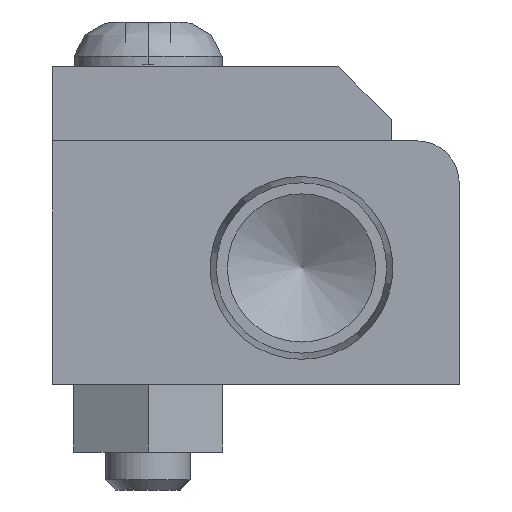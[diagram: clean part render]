
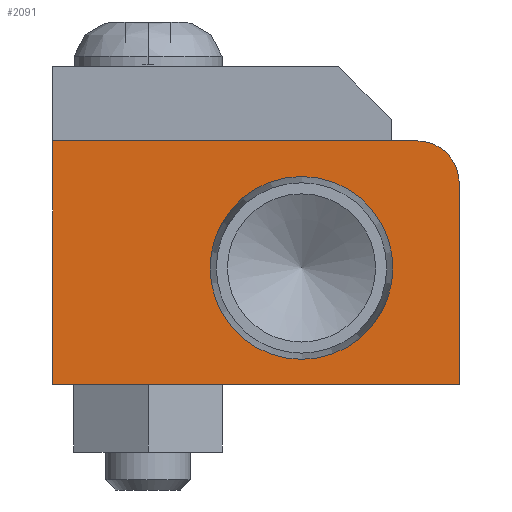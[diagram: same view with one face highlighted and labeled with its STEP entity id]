
A CAD part, left-side view. The second image highlights one B-rep face of the part: STEP entity #2091.
In plain terms, the highlighted planar face has unit normal (-1, 0, 0).
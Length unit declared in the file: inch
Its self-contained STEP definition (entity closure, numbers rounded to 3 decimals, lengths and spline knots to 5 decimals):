
#1056=CARTESIAN_POINT('',(-39.27551,10.1319,0.2232));
#1057=VERTEX_POINT('',#1056);
#1058=CARTESIAN_POINT('',(-39.27551,10.1319,-0.0468));
#1059=DIRECTION('',(1.0,0.0,0.0));
#1060=DIRECTION('',(0.0,0.0,1.0));
#1061=AXIS2_PLACEMENT_3D('',#1058,#1059,#1060);
#1062=CIRCLE('',#1061,0.27);
#1063=EDGE_CURVE('',#1057,#1057,#1062,.T.);
#1846=CARTESIAN_POINT('',(-39.27551,9.79127,0.32845));
#1847=VERTEX_POINT('',#1846);
#1854=CARTESIAN_POINT('',(-39.27551,9.66627,0.20345));
#1855=VERTEX_POINT('',#1854);
#1856=CARTESIAN_POINT('',(-39.27551,9.79127,0.20345));
#1857=DIRECTION('',(1.0,0.,0.));
#1858=DIRECTION('',(0.,-0.707,0.707));
#1859=AXIS2_PLACEMENT_3D('',#1856,#1857,#1858);
#1860=CIRCLE('',#1859,0.125);
#1861=EDGE_CURVE('',#1847,#1855,#1860,.T.);
#1878=CARTESIAN_POINT('',(-39.27551,10.86627,0.32845));
#1879=VERTEX_POINT('',#1878);
#1886=CARTESIAN_POINT('',(-39.27551,10.86627,0.32845));
#1887=DIRECTION('',(0.0,-1.0,0.0));
#1888=VECTOR('',#1887,1.075);
#1889=LINE('',#1886,#1888);
#1890=EDGE_CURVE('',#1879,#1847,#1889,.T.);
#1959=CARTESIAN_POINT('',(-39.27551,10.86627,-0.39055));
#1960=VERTEX_POINT('',#1959);
#1967=CARTESIAN_POINT('',(-39.27551,10.86627,-0.39055));
#1968=DIRECTION('',(0.0,0.0,1.0));
#1969=VECTOR('',#1968,0.719);
#1970=LINE('',#1967,#1969);
#1971=EDGE_CURVE('',#1960,#1879,#1970,.T.);
#1983=CARTESIAN_POINT('',(-39.27551,9.66627,-0.39055));
#1984=VERTEX_POINT('',#1983);
#1991=CARTESIAN_POINT('',(-39.27551,9.66627,-0.39055));
#1992=DIRECTION('',(0.0,1.0,0.0));
#1993=VECTOR('',#1992,1.2);
#1994=LINE('',#1991,#1993);
#1995=EDGE_CURVE('',#1984,#1960,#1994,.T.);
#2065=CARTESIAN_POINT('',(-39.27551,9.66627,0.20345));
#2066=DIRECTION('',(0.0,0.0,-1.0));
#2067=VECTOR('',#2066,0.594);
#2068=LINE('',#2065,#2067);
#2069=EDGE_CURVE('',#1855,#1984,#2068,.T.);
#2076=CARTESIAN_POINT('',(-39.27551,10.27516,-0.03652));
#2077=DIRECTION('',(1.0,0.0,0.0));
#2078=DIRECTION('',(0.0,1.0,0.0));
#2079=AXIS2_PLACEMENT_3D('',#2076,#2077,#2078);
#2080=PLANE('',#2079);
#2081=ORIENTED_EDGE('',*,*,#2069,.F.);
#2082=ORIENTED_EDGE('',*,*,#1861,.F.);
#2083=ORIENTED_EDGE('',*,*,#1890,.F.);
#2084=ORIENTED_EDGE('',*,*,#1971,.F.);
#2085=ORIENTED_EDGE('',*,*,#1995,.F.);
#2086=EDGE_LOOP('',(#2081,#2082,#2083,#2084,#2085));
#2087=FACE_OUTER_BOUND('',#2086,.T.);
#2088=ORIENTED_EDGE('',*,*,#1063,.T.);
#2089=EDGE_LOOP('',(#2088));
#2090=FACE_BOUND('',#2089,.T.);
#2091=ADVANCED_FACE('',(#2087,#2090),#2080,.F.);
